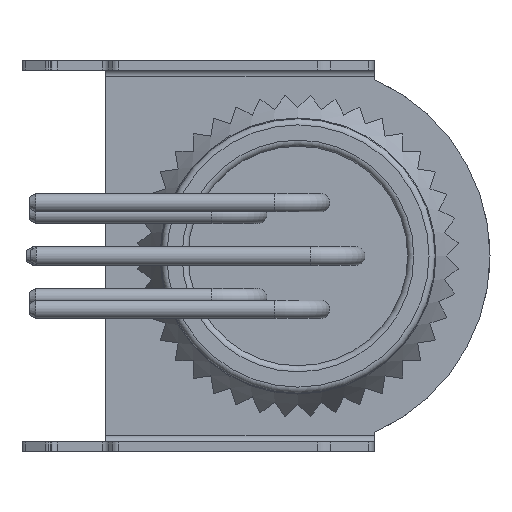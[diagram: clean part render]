
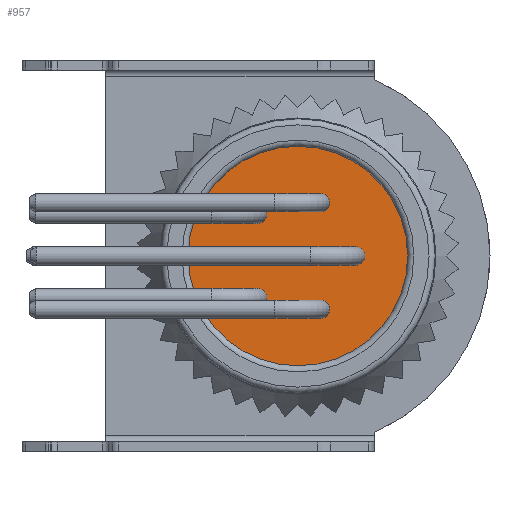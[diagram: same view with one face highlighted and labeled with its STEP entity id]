
A CAD part, left-side view. The second image highlights one B-rep face of the part: STEP entity #957.
In plain terms, the highlighted planar face has unit normal (-1, 0, 0).
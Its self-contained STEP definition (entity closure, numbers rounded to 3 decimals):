
#345=FACE_BOUND('',#1920,.T.);
#346=FACE_BOUND('',#1921,.T.);
#347=FACE_BOUND('',#1922,.T.);
#348=FACE_BOUND('',#1923,.T.);
#349=FACE_BOUND('',#1924,.T.);
#350=FACE_BOUND('',#1925,.T.);
#351=FACE_BOUND('',#1926,.T.);
#446=PLANE('',#7600);
#957=ADVANCED_FACE('',(#345,#346,#347,#348,#349,#350,#351),#446,.F.);
#1920=EDGE_LOOP('',(#3211));
#1921=EDGE_LOOP('',(#3212));
#1922=EDGE_LOOP('',(#3213));
#1923=EDGE_LOOP('',(#3214));
#1924=EDGE_LOOP('',(#3215));
#1925=EDGE_LOOP('',(#3216));
#1926=EDGE_LOOP('',(#3217));
#2339=CIRCLE('',#7587,0.3);
#2340=CIRCLE('',#7589,0.3);
#2341=CIRCLE('',#7591,0.3);
#2342=CIRCLE('',#7593,0.3);
#2343=CIRCLE('',#7595,0.3);
#2344=CIRCLE('',#7597,0.3);
#2345=CIRCLE('',#7599,3.6);
#3211=ORIENTED_EDGE('',*,*,#5626,.F.);
#3212=ORIENTED_EDGE('',*,*,#5625,.F.);
#3213=ORIENTED_EDGE('',*,*,#5624,.F.);
#3214=ORIENTED_EDGE('',*,*,#5623,.F.);
#3215=ORIENTED_EDGE('',*,*,#5622,.F.);
#3216=ORIENTED_EDGE('',*,*,#5621,.F.);
#3217=ORIENTED_EDGE('',*,*,#5627,.T.);
#4826=VERTEX_POINT('',#11450);
#4827=VERTEX_POINT('',#11453);
#4828=VERTEX_POINT('',#11456);
#4829=VERTEX_POINT('',#11459);
#4830=VERTEX_POINT('',#11462);
#4831=VERTEX_POINT('',#11465);
#4832=VERTEX_POINT('',#11468);
#5621=EDGE_CURVE('',#4826,#4826,#2339,.T.);
#5622=EDGE_CURVE('',#4827,#4827,#2340,.T.);
#5623=EDGE_CURVE('',#4828,#4828,#2341,.T.);
#5624=EDGE_CURVE('',#4829,#4829,#2342,.T.);
#5625=EDGE_CURVE('',#4830,#4830,#2343,.T.);
#5626=EDGE_CURVE('',#4831,#4831,#2344,.T.);
#5627=EDGE_CURVE('',#4832,#4832,#2345,.T.);
#7587=AXIS2_PLACEMENT_3D('',#11449,#8791,#8792);
#7589=AXIS2_PLACEMENT_3D('',#11452,#8795,#8796);
#7591=AXIS2_PLACEMENT_3D('',#11455,#8799,#8800);
#7593=AXIS2_PLACEMENT_3D('',#11458,#8803,#8804);
#7595=AXIS2_PLACEMENT_3D('',#11461,#8807,#8808);
#7597=AXIS2_PLACEMENT_3D('',#11464,#8811,#8812);
#7599=AXIS2_PLACEMENT_3D('',#11467,#8815,#8816);
#7600=AXIS2_PLACEMENT_3D('',#11469,#8817,#8818);
#8791=DIRECTION('',(-1.,0.,0.));
#8792=DIRECTION('',(0.,0.,-1.));
#8795=DIRECTION('',(-1.,0.,0.));
#8796=DIRECTION('',(0.,0.,-1.));
#8799=DIRECTION('',(-1.,0.,0.));
#8800=DIRECTION('',(0.,0.,-1.));
#8803=DIRECTION('',(-1.,0.,0.));
#8804=DIRECTION('',(0.,0.,-1.));
#8807=DIRECTION('',(-1.,0.,0.));
#8808=DIRECTION('',(0.,0.,-1.));
#8811=DIRECTION('',(-1.,0.,0.));
#8812=DIRECTION('',(0.,0.,-1.));
#8815=DIRECTION('',(-1.,0.,0.));
#8816=DIRECTION('',(0.,0.,1.));
#8817=DIRECTION('',(1.,0.,0.));
#8818=DIRECTION('',(0.,0.,-1.));
#11449=CARTESIAN_POINT('',(0.2,-0.742,1.749));
#11450=CARTESIAN_POINT('',(0.2,-0.742,1.449));
#11452=CARTESIAN_POINT('',(0.2,-0.742,-1.749));
#11453=CARTESIAN_POINT('',(0.2,-0.742,-2.049));
#11455=CARTESIAN_POINT('',(0.2,1.319,1.366));
#11456=CARTESIAN_POINT('',(0.2,1.319,1.066));
#11458=CARTESIAN_POINT('',(0.2,1.319,-1.366));
#11459=CARTESIAN_POINT('',(0.2,1.319,-1.666));
#11461=CARTESIAN_POINT('',(0.2,-1.9,0.));
#11462=CARTESIAN_POINT('',(0.2,-1.9,-0.3));
#11464=CARTESIAN_POINT('',(0.2,0.,0.));
#11465=CARTESIAN_POINT('',(0.2,0.,-0.3));
#11467=CARTESIAN_POINT('',(0.2,0.,0.));
#11468=CARTESIAN_POINT('',(0.2,0.,3.6));
#11469=CARTESIAN_POINT('',(0.2,0.,0.));
